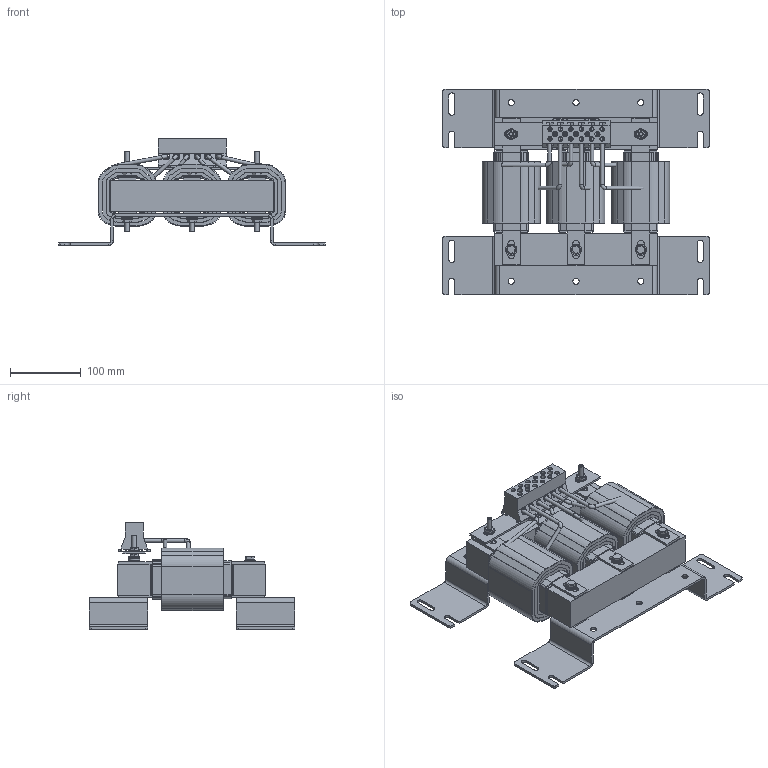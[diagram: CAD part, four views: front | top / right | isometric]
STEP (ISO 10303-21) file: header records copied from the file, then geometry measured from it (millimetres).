
FILE_DESCRIPTION(/* description */ (''),/* implementation_level */ '2;1');
FILE_NAME(/* name */ 'KTR20A65HGX3.stp',/* time_stamp */ '2024-10-18T13:12:40-05:00',/* author */ ('DWROBLEW'),/* organization */ (''),/* preprocessor_version */ 'ST-DEVELOPER v20',/* originating_system */ 'Autodesk Inventor 2024',/* authorisation */ '');
FILE_SCHEMA (('AUTOMOTIVE_DESIGN { 1 0 10303 214 3 1 1 }'));
Length unit declared in the file: inch
Products named in the file (20): KTR20A65HGX3; 25038; 23412-1.75; 14518; 19324; 30097- LARGE  BLANK  (REACTOR); 1505-1763-4495 ASSEMBLY; 1505; 1763-4495 ASSEMBLY; 4495; 1763; 1502; 31194-A; 3933; KTR20A65HGX3 A1; KTR20A65HGX3 A2; KTR20A65HGX3 B2; KTR20A65HGX3 B3; KTR20A65HGX3 B1; KTR20A65HGX3 C1
Assembly tree (41 placements, depth 3):
  KTR20A65HGX3
    23412-1.75  x2
    25038  x3
    14518
    19324
    1502  x4
    1505  x2
    30097- LARGE  BLANK  (REACTOR)
    1505-1763-4495 ASSEMBLY  x6
      4495
      1763
      1505
    1763-4495 ASSEMBLY  x6
      4495
      1763
    31194-A  x2
    3933  x2
    KTR20A65HGX3 A1
    KTR20A65HGX3 A2
    KTR20A65HGX3 B2
    KTR20A65HGX3 B3
    KTR20A65HGX3 B1
    KTR20A65HGX3 C1
Bounding box: 375.92 x 290.07 x 150.52 mm (x, y, z)
Volume: 3177826.9 mm3; surface area: 1045474.6 mm2
Topology: 83 solids, 83 shells, 2139 faces, 5406 edges, 3498 vertices
Faces by surface type: plane 1356, cylinder 598, bspline 154, torus 25, cone 6
Full cylindrical faces by diameter (mm): 2.425 x2, 2.642 x2, 2.794 x3, 3.962 x5, 3.974 x2, 4.898 x5, 5.08 x24, 5.083 x1, 6.124 x5, 6.147 x12, 6.35 x17, 6.375 x12, 6.379 x1, 7.137 x12, 7.341 x5, 7.62 x12, 8.636 x12, 8.738 x6, 12.7 x12, 14.859 x8, 15.875 x12
Entity records: 43062 total; most frequent: CARTESIAN_POINT 9557, ORIENTED_EDGE 6886, DIRECTION 6273, EDGE_CURVE 3443, LINE 2465, VECTOR 2465, VERTEX_POINT 2251, AXIS2_PLACEMENT_3D 1904
